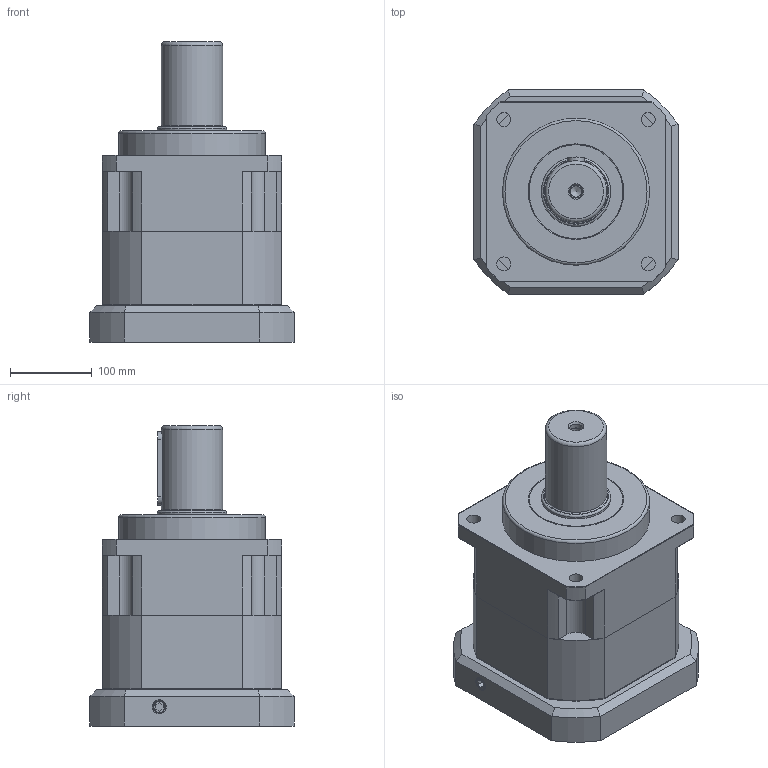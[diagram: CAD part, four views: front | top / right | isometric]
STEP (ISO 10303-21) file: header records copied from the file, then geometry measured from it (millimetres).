
FILE_DESCRIPTION((''),'2;1');
FILE_NAME('KSB-220-1.stp','2017-03-27T12:30:27',('Young'),(''),'Autodesk Inventor 2012','Autodesk Inventor 2012','');
FILE_SCHEMA(('AUTOMOTIVE_DESIGN { 1 0 10303 214 1 1 1 1 }'));
Length unit declared in the file: millimetre
Products named in the file (3): 조립품8; KSB-220-1; BS 4168 : 부품 1 6각 소켓 머리 캡 나사 - 미터 M10 x 40
Assembly tree (2 placements, depth 2):
  조립품8
    KSB-220-1
    BS 4168 : 부품 1 6각 소켓 머리 캡 나사 - 미터 M10 x 40
Bounding box: 250 x 250 x 367.5 mm (x, y, z)
Volume: 8375807.7 mm3; surface area: 778589.4 mm2
Topology: 16 solids, 16 shells, 585 faces, 1454 edges, 930 vertices
Faces by surface type: plane 266, cylinder 200, cone 69, bspline 33, torus 17
Full cylindrical faces by diameter (mm): 8.6 x1, 10 x1, 10.2 x12, 11 x1, 12 x4, 13 x12, 14 x1, 14.275 x2, 14.5 x2, 16 x2, 17 x4, 18 x4, 19 x4, 60 x1, 66 x1, 68 x1, 72.2 x1, 74.8 x1, 75 x1, 84.8 x1, 85 x1, 90 x2, 95 x1, 115 x2, 155 x1, 180 x1, 200 x2
Entity records: 19018 total; most frequent: CARTESIAN_POINT 5509, DIRECTION 2808, ORIENTED_EDGE 2596, EDGE_CURVE 1298, AXIS2_PLACEMENT_3D 1086, VERTEX_POINT 900, EDGE_LOOP 788, VECTOR 636
